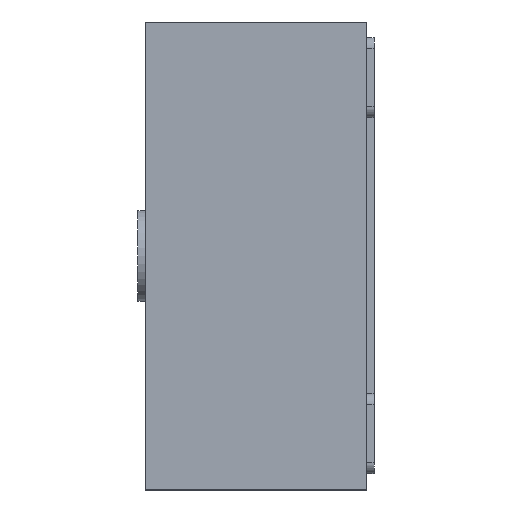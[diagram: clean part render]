
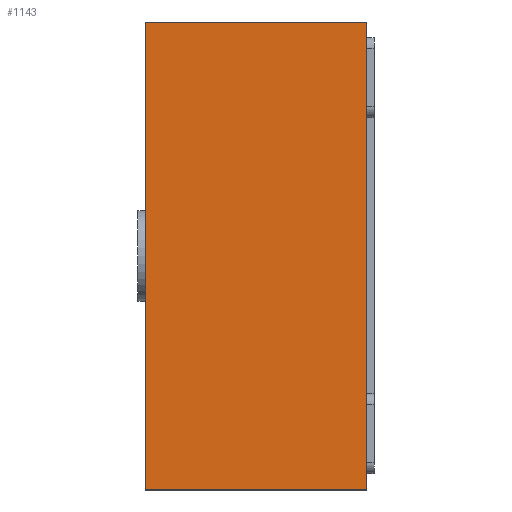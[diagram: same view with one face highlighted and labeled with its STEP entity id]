
A CAD part, left-side view. The second image highlights one B-rep face of the part: STEP entity #1143.
In plain terms, the highlighted planar face has unit normal (-1, 0, 0).
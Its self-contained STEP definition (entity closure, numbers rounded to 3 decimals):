
#61 = ORIENTED_EDGE ( 'NONE', *, *, #1880, .F. ) ;
#140 = CARTESIAN_POINT ( 'NONE',  ( -1.019, 0.305, -0.644 ) ) ;
#239 = FACE_OUTER_BOUND ( 'NONE', #2254, .T. ) ;
#313 = EDGE_CURVE ( 'NONE', #732, #2167, #2003, .T. ) ;
#383 = VECTOR ( 'NONE', #1628, 1000. ) ;
#433 = DIRECTION ( 'NONE',  ( 0., 0., -1. ) ) ;
#479 = CARTESIAN_POINT ( 'NONE',  ( -1.019, -0.305, 0.644 ) ) ;
#732 = VERTEX_POINT ( 'NONE', #140 ) ;
#809 = VECTOR ( 'NONE', #1375, 1000. ) ;
#845 = CARTESIAN_POINT ( 'NONE',  ( -1.019, 0.305, 0.644 ) ) ;
#997 = DIRECTION ( 'NONE',  ( 1., 0., 0. ) ) ;
#1143 = ADVANCED_FACE ( 'NONE', ( #239 ), #1771, .F. ) ;
#1186 = ORIENTED_EDGE ( 'NONE', *, *, #2004, .T. ) ;
#1300 = LINE ( 'NONE', #2482, #2020 ) ;
#1375 = DIRECTION ( 'NONE',  ( 0., 0., 1. ) ) ;
#1413 = VECTOR ( 'NONE', #2334, 1000. ) ;
#1438 = CARTESIAN_POINT ( 'NONE',  ( -1.019, 0.305, -0.644 ) ) ;
#1462 = DIRECTION ( 'NONE',  ( 0., -1., 0. ) ) ;
#1575 = LINE ( 'NONE', #845, #383 ) ;
#1589 = EDGE_CURVE ( 'NONE', #732, #1798, #1575, .T. ) ;
#1628 = DIRECTION ( 'NONE',  ( 0., 0., 1. ) ) ;
#1751 = ORIENTED_EDGE ( 'NONE', *, *, #313, .T. ) ;
#1771 = PLANE ( 'NONE',  #2250 ) ;
#1798 = VERTEX_POINT ( 'NONE', #2453 ) ;
#1831 = ORIENTED_EDGE ( 'NONE', *, *, #1589, .F. ) ;
#1880 = EDGE_CURVE ( 'NONE', #1798, #1917, #1300, .T. ) ;
#1917 = VERTEX_POINT ( 'NONE', #479 ) ;
#1966 = LINE ( 'NONE', #2523, #809 ) ;
#2003 = LINE ( 'NONE', #1438, #1413 ) ;
#2004 = EDGE_CURVE ( 'NONE', #2167, #1917, #1966, .T. ) ;
#2020 = VECTOR ( 'NONE', #1462, 1000. ) ;
#2164 = CARTESIAN_POINT ( 'NONE',  ( -1.019, 0.305, 0.644 ) ) ;
#2167 = VERTEX_POINT ( 'NONE', #2215 ) ;
#2215 = CARTESIAN_POINT ( 'NONE',  ( -1.019, -0.305, -0.644 ) ) ;
#2250 = AXIS2_PLACEMENT_3D ( 'NONE', #2164, #997, #433 ) ;
#2254 = EDGE_LOOP ( 'NONE', ( #1186, #61, #1831, #1751 ) ) ;
#2334 = DIRECTION ( 'NONE',  ( 0., -1., 0. ) ) ;
#2453 = CARTESIAN_POINT ( 'NONE',  ( -1.019, 0.305, 0.644 ) ) ;
#2482 = CARTESIAN_POINT ( 'NONE',  ( -1.019, 0.305, 0.644 ) ) ;
#2523 = CARTESIAN_POINT ( 'NONE',  ( -1.019, -0.305, 0.644 ) ) ;
